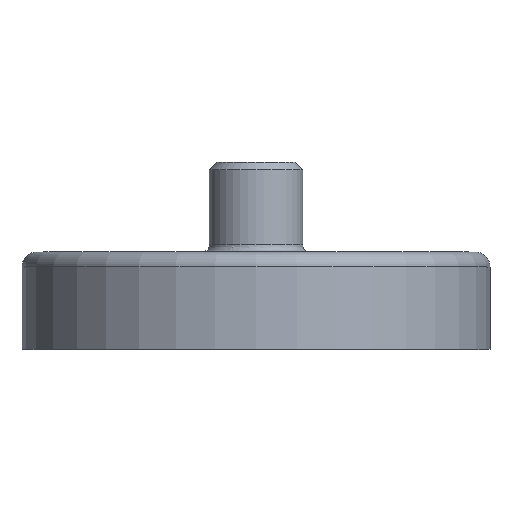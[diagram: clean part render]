
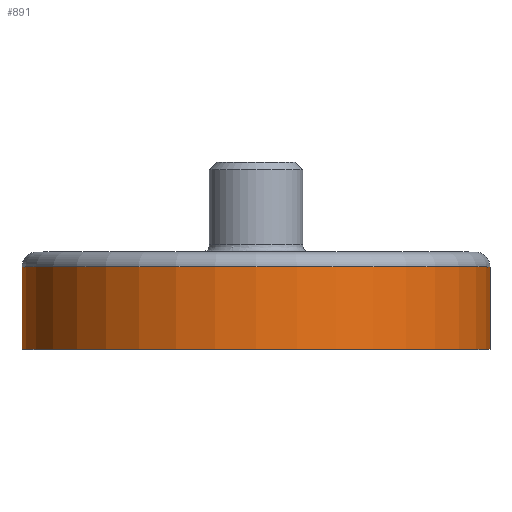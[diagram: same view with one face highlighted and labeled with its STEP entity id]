
A CAD part, top view. The second image highlights one B-rep face of the part: STEP entity #891.
In plain terms, the highlighted cylindrical face has radius 62.5 mm (diameter 125 mm), a full revolution.
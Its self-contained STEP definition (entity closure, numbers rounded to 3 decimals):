
#145=CYLINDRICAL_SURFACE('',#1059,62.5);
#159=FACE_OUTER_BOUND('',#213,.T.);
#213=EDGE_LOOP('',(#670,#671,#672,#673,#674));
#265=LINE('',#1542,#332);
#332=VECTOR('',#1162,62.5);
#408=CIRCLE('',#1057,62.5);
#409=CIRCLE('',#1058,62.5);
#410=CIRCLE('',#1060,62.5);
#437=VERTEX_POINT('',#1535);
#438=VERTEX_POINT('',#1537);
#439=VERTEX_POINT('',#1541);
#526=EDGE_CURVE('',#437,#438,#408,.T.);
#527=EDGE_CURVE('',#438,#437,#409,.T.);
#528=EDGE_CURVE('',#438,#439,#265,.T.);
#529=EDGE_CURVE('',#439,#439,#410,.T.);
#670=ORIENTED_EDGE('',*,*,#527,.F.);
#671=ORIENTED_EDGE('',*,*,#528,.T.);
#672=ORIENTED_EDGE('',*,*,#529,.F.);
#673=ORIENTED_EDGE('',*,*,#528,.F.);
#674=ORIENTED_EDGE('',*,*,#526,.F.);
#891=ADVANCED_FACE('',(#159),#145,.T.);
#1057=AXIS2_PLACEMENT_3D('',#1538,#1156,#1157);
#1058=AXIS2_PLACEMENT_3D('',#1539,#1158,#1159);
#1059=AXIS2_PLACEMENT_3D('',#1540,#1160,#1161);
#1060=AXIS2_PLACEMENT_3D('',#1543,#1163,#1164);
#1156=DIRECTION('center_axis',(0.,1.,0.));
#1157=DIRECTION('ref_axis',(1.,0.,0.));
#1158=DIRECTION('center_axis',(0.,1.,0.));
#1159=DIRECTION('ref_axis',(1.,0.,0.));
#1160=DIRECTION('center_axis',(0.,1.,0.));
#1161=DIRECTION('ref_axis',(1.,0.,0.));
#1162=DIRECTION('',(0.,-1.,0.));
#1163=DIRECTION('center_axis',(0.,-1.,0.));
#1164=DIRECTION('ref_axis',(1.,0.,0.));
#1535=CARTESIAN_POINT('',(0.,9.,-62.5));
#1537=CARTESIAN_POINT('',(-62.5,9.,0.));
#1538=CARTESIAN_POINT('Origin',(0.,9.,0.));
#1539=CARTESIAN_POINT('Origin',(0.,9.,0.));
#1540=CARTESIAN_POINT('Origin',(0.,0.,0.));
#1541=CARTESIAN_POINT('',(-62.5,-13.,0.));
#1542=CARTESIAN_POINT('',(-62.5,0.,0.));
#1543=CARTESIAN_POINT('Origin',(0.,-13.,0.));
